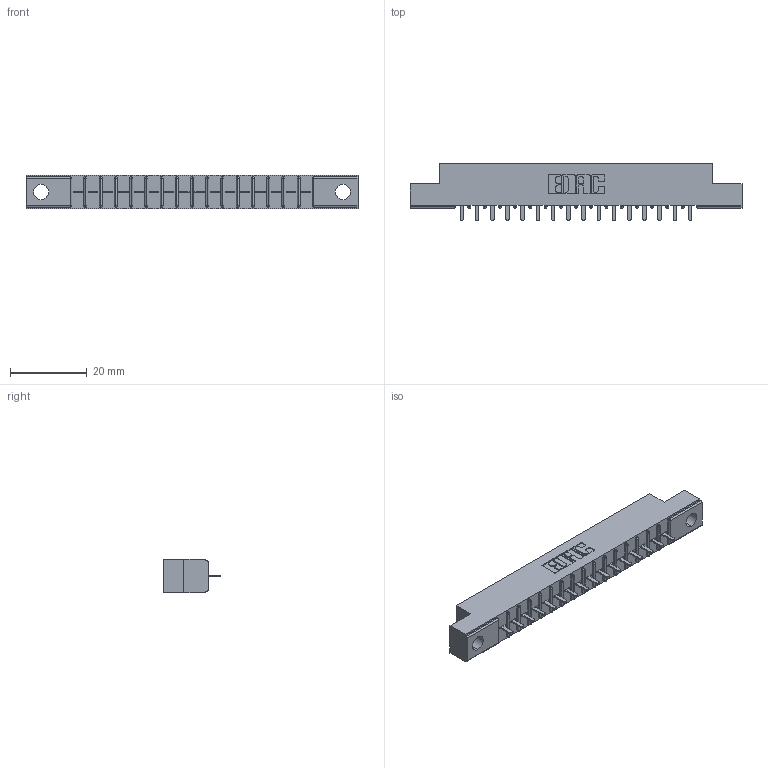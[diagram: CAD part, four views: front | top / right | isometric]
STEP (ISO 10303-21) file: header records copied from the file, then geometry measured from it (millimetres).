
FILE_DESCRIPTION (( 'STEP AP203' ), '1' );
FILE_NAME ('356-016-521-104.STEP', '2018-08-01T19:18:51', ( '' ), ( '' ), 'SwSTEP 2.0', 'SolidWorks 2016', '' );
FILE_SCHEMA (( 'CONFIG_CONTROL_DESIGN' ));
Length unit declared in the file: inch
Products named in the file (3): 356-016-521-104; 306 Part_.156 Dia; 306-290-001_121
Assembly tree (17 placements, depth 2):
  356-016-521-104
    306 Part_.156 Dia
    306-290-001_121  x16
Bounding box: 86.41 x 14.88 x 8.71 mm (x, y, z)
Volume: 5752.8 mm3; surface area: 8077.6 mm2
Topology: 17 solids, 17 shells, 1250 faces, 3504 edges, 2248 vertices
Faces by surface type: plane 834, cylinder 352, sphere 64
Entity records: 18663 total; most frequent: CARTESIAN_POINT 3133, ORIENTED_EDGE 3100, DIRECTION 3084, EDGE_CURVE 1550, VECTOR 1206, LINE 1206, VERTEX_POINT 988, AXIS2_PLACEMENT_3D 939
